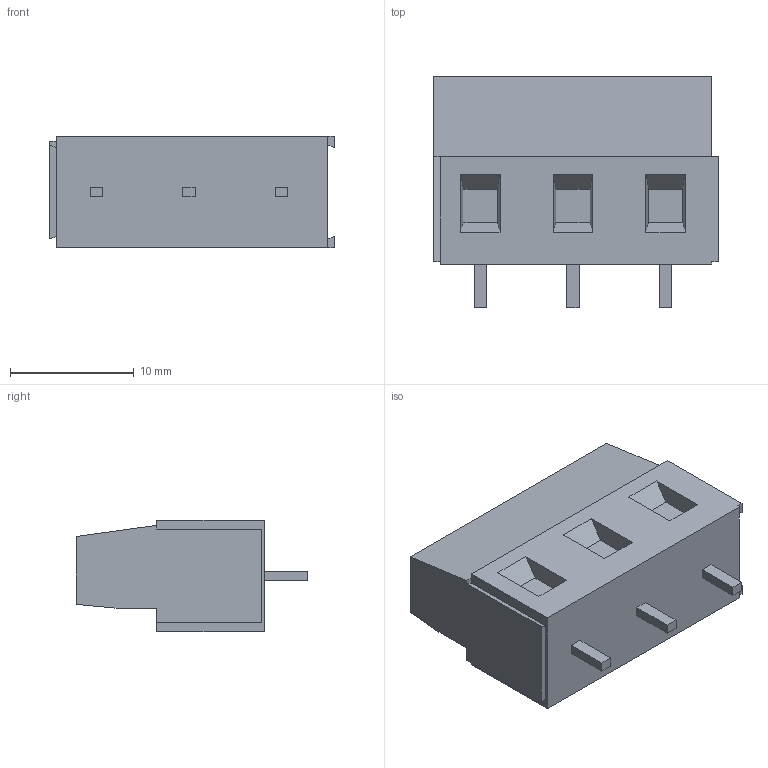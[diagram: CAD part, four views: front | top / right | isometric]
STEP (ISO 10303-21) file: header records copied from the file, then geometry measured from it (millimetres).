
FILE_DESCRIPTION((''),'2;1');
FILE_NAME('C-282844-3','2022-03-18T07:57:31',('workeradm'),('TE Connectivity Ltd.'),'CREO PARAMETRIC BY PTC INC, 2021072','CREO PARAMETRIC BY PTC INC, 2021072','');
FILE_SCHEMA(('AUTOMOTIVE_DESIGN { 1 0 10303 214 1 1 1 1 }'));
Length unit declared in the file: millimetre
Products named in the file (1): C-282844-3
Bounding box: 23 x 18.7 x 9 mm (x, y, z)
Volume: 2563.5 mm3; surface area: 1498.2 mm2
Topology: 1 solids, 1 shells, 88 faces, 222 edges, 149 vertices
Faces by surface type: plane 82, cylinder 6
Entity records: 2659 total; most frequent: CARTESIAN_POINT 460, ORIENTED_EDGE 442, DIRECTION 424, EDGE_CURVE 221, VECTOR 198, LINE 198, VERTEX_POINT 147, AXIS2_PLACEMENT_3D 113
